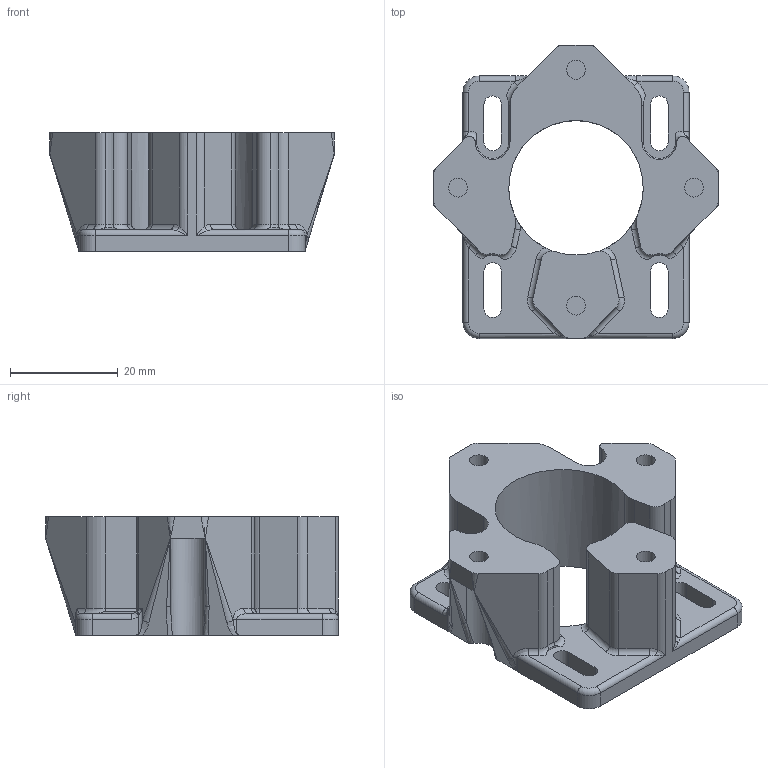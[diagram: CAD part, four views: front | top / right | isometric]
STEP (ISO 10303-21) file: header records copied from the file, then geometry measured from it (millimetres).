
FILE_DESCRIPTION(/* description */ (''),/* implementation_level */ '2;1');
FILE_NAME(/* name */ 'U_axis_motor_mount_22mm.step',/* time_stamp */ '2022-10-27T18:33:12-04:00',/* author */ (''),/* organization */ (''),/* preprocessor_version */ 'ST-DEVELOPER v19',/* originating_system */ 'Autodesk Translation Framework v11.7.0.108',/* authorisation */ '');
FILE_SCHEMA (('AUTOMOTIVE_DESIGN { 1 0 10303 214 3 1 1 }'));
Length unit declared in the file: millimetre
Products named in the file (1): u-axis-motor-mount-mod-22mm-v1
Bounding box: 52.9 x 54.45 x 22 mm (x, y, z)
Volume: 20344.9 mm3; surface area: 9935.2 mm2
Topology: 1 solids, 1 shells, 206 faces, 520 edges, 298 vertices
Faces by surface type: cylinder 75, plane 65, bspline 36, torus 22, cone 8
Full cylindrical faces by diameter (mm): 3.5 x4, 6.5 x1, 25 x1
Entity records: 7480 total; most frequent: CARTESIAN_POINT 2787, ORIENTED_EDGE 996, DIRECTION 934, EDGE_CURVE 498, AXIS2_PLACEMENT_3D 361, VERTEX_POINT 298, EDGE_LOOP 220, LINE 212
